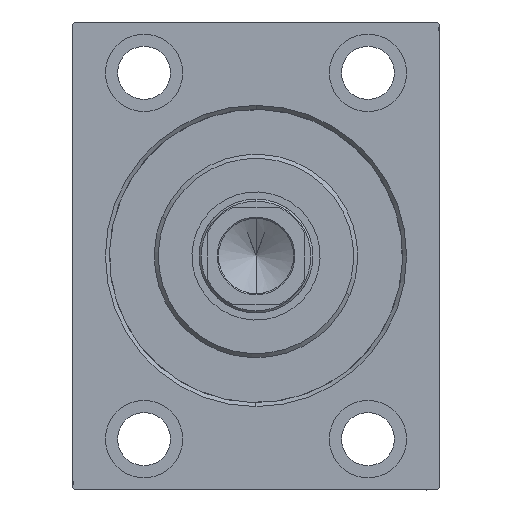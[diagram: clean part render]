
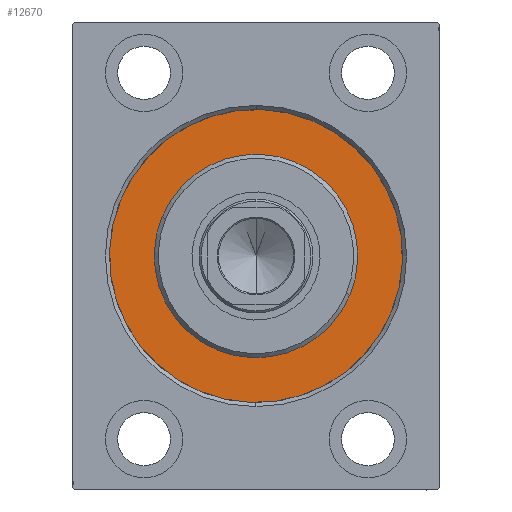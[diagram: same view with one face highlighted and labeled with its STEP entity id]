
A CAD part, left-side view. The second image highlights one B-rep face of the part: STEP entity #12670.
In plain terms, the highlighted face is planar.
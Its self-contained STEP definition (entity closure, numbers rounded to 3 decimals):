
#31 = AXIS2_PLACEMENT_3D ( 'NONE', #31209, #41969, #20897 ) ;
#2283 = VERTEX_POINT ( 'NONE', #32463 ) ;
#2878 = CARTESIAN_POINT ( 'NONE',  ( 0., 0., 25. ) ) ;
#4754 = EDGE_CURVE ( 'NONE', #37622, #2283, #13989, .T. ) ;
#6353 = VERTEX_POINT ( 'NONE', #33088 ) ;
#7008 = CIRCLE ( 'NONE', #22832, 36. ) ;
#8008 = DIRECTION ( 'NONE',  ( 0., 0., 1. ) ) ;
#9001 = ORIENTED_EDGE ( 'NONE', *, *, #26100, .F. ) ;
#9151 = AXIS2_PLACEMENT_3D ( 'NONE', #18739, #11741, #36026 ) ;
#10300 = DIRECTION ( 'NONE',  ( -1., 0., 0. ) ) ;
#11741 = DIRECTION ( 'NONE',  ( 1., 0., 0. ) ) ;
#12490 = EDGE_CURVE ( 'NONE', #2283, #37622, #7008, .T. ) ;
#12670 = ADVANCED_FACE ( 'NONE', ( #18364, #34564 ), #35232, .F. ) ;
#13700 = CIRCLE ( 'NONE', #31, 25. ) ;
#13989 = CIRCLE ( 'NONE', #16147, 36. ) ;
#15750 = ORIENTED_EDGE ( 'NONE', *, *, #4754, .F. ) ;
#16147 = AXIS2_PLACEMENT_3D ( 'NONE', #23812, #10300, #17059 ) ;
#17059 = DIRECTION ( 'NONE',  ( 0., 0., 1. ) ) ;
#17695 = DIRECTION ( 'NONE',  ( -1., 0., 0. ) ) ;
#18364 = FACE_BOUND ( 'NONE', #27449, .T. ) ;
#18739 = CARTESIAN_POINT ( 'NONE',  ( 0., 0., 0. ) ) ;
#19583 = VERTEX_POINT ( 'NONE', #2878 ) ;
#20897 = DIRECTION ( 'NONE',  ( 0., 0., -1. ) ) ;
#22832 = AXIS2_PLACEMENT_3D ( 'NONE', #34220, #41392, #34876 ) ;
#23812 = CARTESIAN_POINT ( 'NONE',  ( 0., 0., 0. ) ) ;
#26100 = EDGE_CURVE ( 'NONE', #6353, #19583, #13700, .T. ) ;
#26399 = CIRCLE ( 'NONE', #9151, 25. ) ;
#27449 = EDGE_LOOP ( 'NONE', ( #39250, #9001 ) ) ;
#28959 = ORIENTED_EDGE ( 'NONE', *, *, #12490, .F. ) ;
#31209 = CARTESIAN_POINT ( 'NONE',  ( 0., 0., 0. ) ) ;
#32211 = EDGE_CURVE ( 'NONE', #19583, #6353, #26399, .T. ) ;
#32463 = CARTESIAN_POINT ( 'NONE',  ( 0., 0., 36. ) ) ;
#33088 = CARTESIAN_POINT ( 'NONE',  ( 0., 0., -25. ) ) ;
#34220 = CARTESIAN_POINT ( 'NONE',  ( 0., 0., 0. ) ) ;
#34564 = FACE_OUTER_BOUND ( 'NONE', #42499, .T. ) ;
#34876 = DIRECTION ( 'NONE',  ( 0., 0., 1. ) ) ;
#35232 = PLANE ( 'NONE',  #41486 ) ;
#36026 = DIRECTION ( 'NONE',  ( 0., 0., -1. ) ) ;
#37622 = VERTEX_POINT ( 'NONE', #41399 ) ;
#39250 = ORIENTED_EDGE ( 'NONE', *, *, #32211, .F. ) ;
#41392 = DIRECTION ( 'NONE',  ( -1., 0., 0. ) ) ;
#41399 = CARTESIAN_POINT ( 'NONE',  ( 0., 0., -36. ) ) ;
#41486 = AXIS2_PLACEMENT_3D ( 'NONE', #42166, #17695, #8008 ) ;
#41969 = DIRECTION ( 'NONE',  ( 1., 0., 0. ) ) ;
#42166 = CARTESIAN_POINT ( 'NONE',  ( 0., 0., 0. ) ) ;
#42499 = EDGE_LOOP ( 'NONE', ( #15750, #28959 ) ) ;
